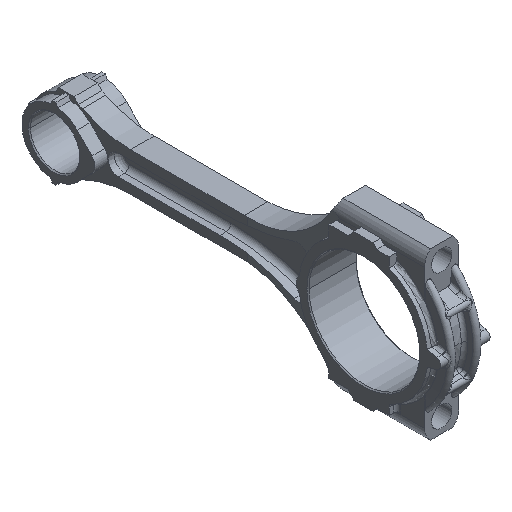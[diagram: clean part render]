
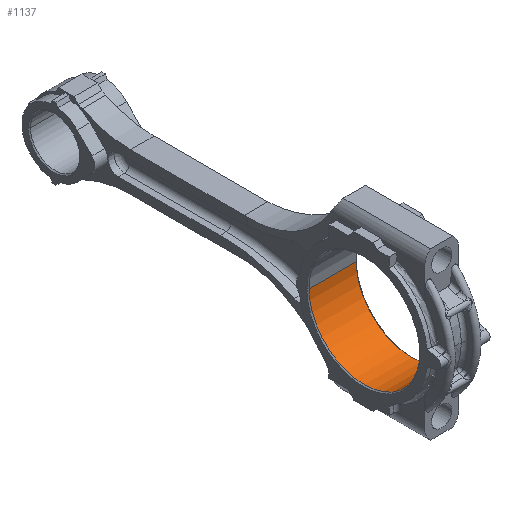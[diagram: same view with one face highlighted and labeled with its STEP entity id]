
A CAD part, isometric view. The second image highlights one B-rep face of the part: STEP entity #1137.
In plain terms, the highlighted cylindrical face has radius 25.794 mm (diameter 51.587 mm), a partial arc.
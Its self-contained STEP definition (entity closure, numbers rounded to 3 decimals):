
#1056=CARTESIAN_POINT('Vertex',(-11.,25.794,0.)) ;
#1063=CARTESIAN_POINT('Vertex',(-11.,-25.794,0.)) ;
#1090=CARTESIAN_POINT('Axis2P3D Location',(-11.,0.,0.)) ;
#1107=CARTESIAN_POINT('Axis2P3D Location',(-0.61,0.,0.)) ;
#1112=CARTESIAN_POINT('Axis2P3D Location',(11.,0.,0.)) ;
#1116=CARTESIAN_POINT('Vertex',(11.,-25.794,0.)) ;
#1118=CARTESIAN_POINT('Vertex',(11.,25.794,0.)) ;
#1121=CARTESIAN_POINT('Line Origine',(-0.61,25.794,0.)) ;
#1126=CARTESIAN_POINT('Line Origine',(-0.61,-25.794,0.)) ;
#1091=DIRECTION('Axis2P3D Direction',(1.,0.,0.)) ;
#1108=DIRECTION('Axis2P3D Direction',(1.,0.,0.)) ;
#1109=DIRECTION('Axis2P3D XDirection',(0.,1.,0.)) ;
#1113=DIRECTION('Axis2P3D Direction',(1.,0.,0.)) ;
#1122=DIRECTION('Vector Direction',(1.,0.,0.)) ;
#1127=DIRECTION('Vector Direction',(1.,0.,0.)) ;
#1092=AXIS2_PLACEMENT_3D('Circle Axis2P3D',#1090,#1091,$) ;
#1110=AXIS2_PLACEMENT_3D('Cylinder Axis2P3D',#1107,#1108,#1109) ;
#1114=AXIS2_PLACEMENT_3D('Circle Axis2P3D',#1112,#1113,$) ;
#1132=ORIENTED_EDGE('',*,*,#1120,.T.) ;
#1133=ORIENTED_EDGE('',*,*,#1125,.T.) ;
#1134=ORIENTED_EDGE('',*,*,#1094,.F.) ;
#1135=ORIENTED_EDGE('',*,*,#1130,.F.) ;
#1123=VECTOR('Line Direction',#1122,1.) ;
#1128=VECTOR('Line Direction',#1127,1.) ;
#1137=ADVANCED_FACE('',(#1136),#1111,.F.) ;
#1093=CIRCLE('generated circle',#1092,25.794) ;
#1115=CIRCLE('generated circle',#1114,25.794) ;
#1111=CYLINDRICAL_SURFACE('generated cylinder',#1110,25.794) ;
#1094=EDGE_CURVE('',#1064,#1057,#1093,.T.) ;
#1120=EDGE_CURVE('',#1117,#1119,#1115,.T.) ;
#1125=EDGE_CURVE('',#1119,#1057,#1124,.F.) ;
#1130=EDGE_CURVE('',#1117,#1064,#1129,.F.) ;
#1131=EDGE_LOOP('',(#1132,#1133,#1134,#1135)) ;
#1136=FACE_OUTER_BOUND('',#1131,.T.) ;
#1124=LINE('Line',#1121,#1123) ;
#1129=LINE('Line',#1126,#1128) ;
#1057=VERTEX_POINT('',#1056) ;
#1064=VERTEX_POINT('',#1063) ;
#1117=VERTEX_POINT('',#1116) ;
#1119=VERTEX_POINT('',#1118) ;
